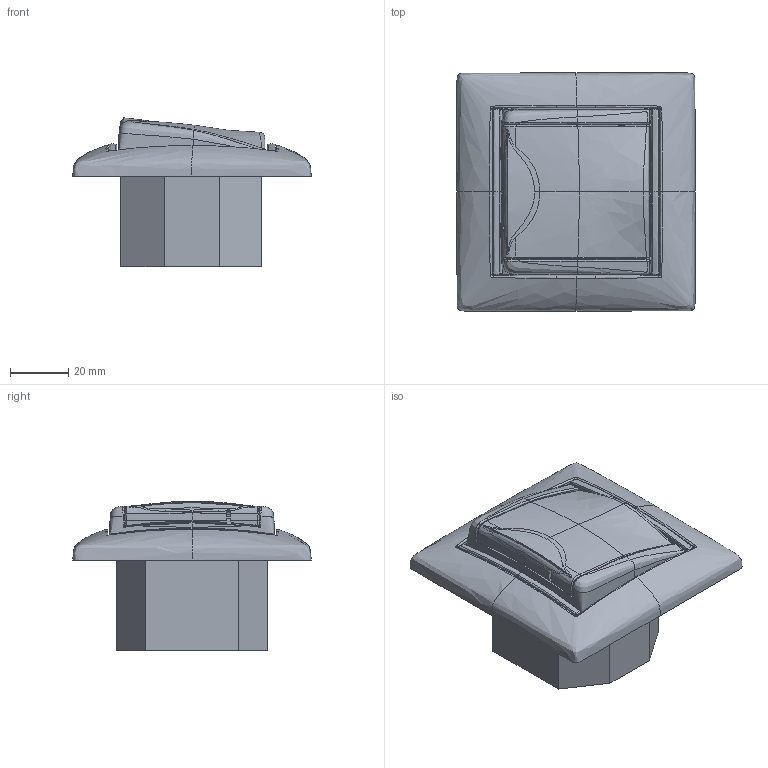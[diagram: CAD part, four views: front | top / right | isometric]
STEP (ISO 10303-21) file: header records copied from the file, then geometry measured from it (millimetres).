
FILE_DESCRIPTION (( 'STEP AP214' ), '1' );
FILE_NAME ('774120.STEP', '2025-09-02T10:23:59', ( '' ), ( '' ), 'SwSTEP 2.0', 'SolidWorks 2022', '' );
FILE_SCHEMA (( 'AUTOMOTIVE_DESIGN' ));
Length unit declared in the file: millimetre
Products named in the file (1): 774120
Bounding box: 82 x 82 x 51.4 mm (x, y, z)
Surface area: 40730.6 mm2 (no closed solid volume)
Topology: 0 solids, 9 shells, 1441 faces, 3910 edges, 2442 vertices
Faces by surface type: bspline 634, plane 491, cylinder 199, torus 49, sphere 38, cone 30
Entity records: 129124 total; most frequent: CARTESIAN_POINT 103157, ORIENTED_EDGE 7652, EDGE_CURVE 3834, B_SPLINE_CURVE_WITH_KNOTS 3808, VERTEX_POINT 2418, DIRECTION 1624, EDGE_LOOP 1452, ADVANCED_FACE 1431
